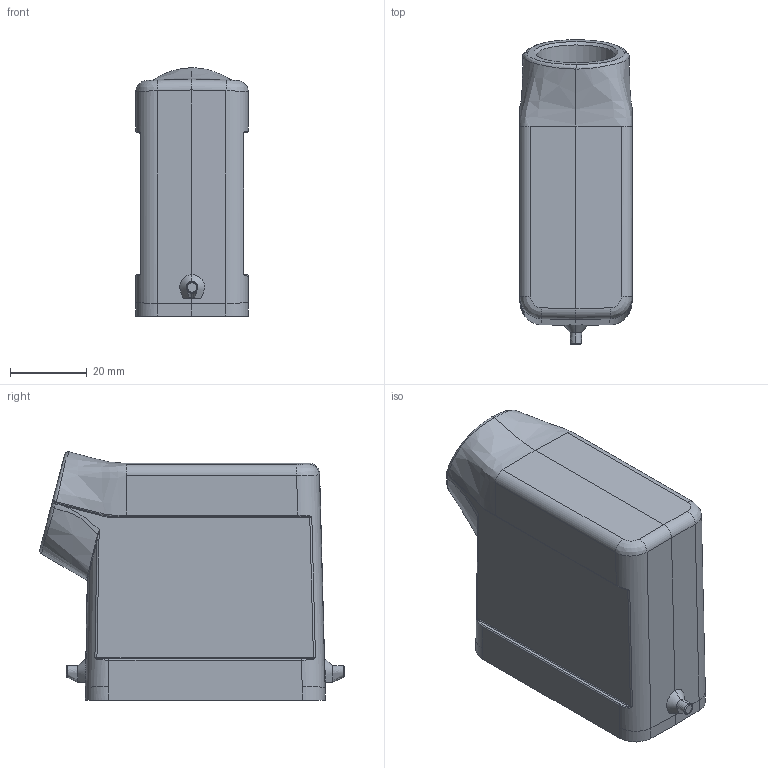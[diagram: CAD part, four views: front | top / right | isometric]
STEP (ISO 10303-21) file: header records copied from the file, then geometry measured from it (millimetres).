
FILE_DESCRIPTION(/* description */ (''),/* implementation_level */ '2;1');
FILE_NAME(/* name */ 'H10A-SE-2B-XXX.stp',/* time_stamp */ '2022-10-20T17:35:35+08:00',/* author */ (''),/* organization */ (''),/* preprocessor_version */ 'ST-DEVELOPER v16',/* originating_system */ 'SIEMENS PLM Software NX 10.0',/* authorisation */ '');
FILE_SCHEMA (('AP203_CONFIGURATION_CONTROLLED_3D_DESIGN_OF_MECHANICAL_PARTS_AND_ASSEMBLIES_MIM_LF { 1 0 10303 403 2 1 2}'));
Length unit declared in the file: millimetre
Products named in the file (1): Admi62B47F301p65
Bounding box: 29.21 x 79.24 x 64.61 mm (x, y, z)
Volume: 30557.2 mm3; surface area: 25098 mm2
Topology: 1 solids, 3 shells, 296 faces, 700 edges, 400 vertices
Faces by surface type: bspline 127, cylinder 84, plane 71, extrusion 8, cone 4, torus 2
Full cylindrical faces by diameter (mm): 2.6 x4, 18.5 x1, 20.499 x1
Entity records: 14248 total; most frequent: CARTESIAN_POINT 8239, ORIENTED_EDGE 1356, DIRECTION 1046, EDGE_CURVE 678, AXIS2_PLACEMENT_3D 409, VERTEX_POINT 399, EDGE_LOOP 313, ADVANCED_FACE 296
